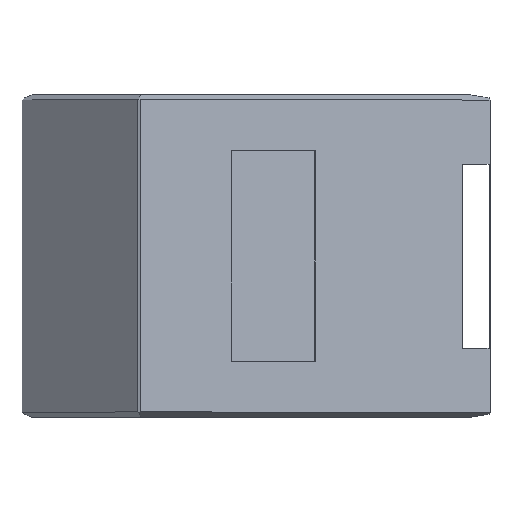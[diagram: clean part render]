
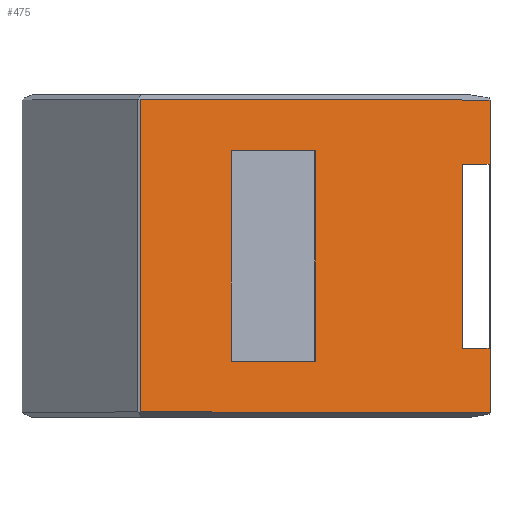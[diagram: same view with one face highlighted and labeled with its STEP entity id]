
A CAD part, top view. The second image highlights one B-rep face of the part: STEP entity #475.
In plain terms, the highlighted planar face has unit normal (0.281, 0, 0.96).
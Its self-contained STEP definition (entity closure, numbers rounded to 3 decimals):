
#16=FACE_BOUND('',#55,.T.);
#17=FACE_BOUND('',#56,.T.);
#28=FACE_OUTER_BOUND('',#54,.T.);
#54=EDGE_LOOP('',(#363,#364,#365,#366));
#55=EDGE_LOOP('',(#367,#368,#369,#370));
#56=EDGE_LOOP('',(#371,#372,#373,#374));
#81=LINE('',#690,#143);
#85=LINE('',#707,#147);
#97=LINE('',#732,#159);
#100=LINE('',#736,#162);
#105=LINE('',#747,#167);
#106=LINE('',#749,#168);
#107=LINE('',#751,#169);
#108=LINE('',#752,#170);
#109=LINE('',#755,#171);
#110=LINE('',#757,#172);
#111=LINE('',#759,#173);
#112=LINE('',#760,#174);
#143=VECTOR('',#545,10.);
#147=VECTOR('',#551,10.);
#159=VECTOR('',#571,10.);
#162=VECTOR('',#576,10.);
#167=VECTOR('',#583,10.);
#168=VECTOR('',#584,10.);
#169=VECTOR('',#585,10.);
#170=VECTOR('',#586,10.);
#171=VECTOR('',#587,10.);
#172=VECTOR('',#588,10.);
#173=VECTOR('',#589,10.);
#174=VECTOR('',#590,10.);
#209=VERTEX_POINT('',#684);
#210=VERTEX_POINT('',#689);
#214=VERTEX_POINT('',#705);
#223=VERTEX_POINT('',#731);
#227=VERTEX_POINT('',#745);
#228=VERTEX_POINT('',#746);
#229=VERTEX_POINT('',#748);
#230=VERTEX_POINT('',#750);
#231=VERTEX_POINT('',#753);
#232=VERTEX_POINT('',#754);
#233=VERTEX_POINT('',#756);
#234=VERTEX_POINT('',#758);
#253=EDGE_CURVE('',#209,#210,#81,.T.);
#259=EDGE_CURVE('',#214,#209,#85,.T.);
#271=EDGE_CURVE('',#210,#223,#97,.T.);
#274=EDGE_CURVE('',#214,#223,#100,.T.);
#279=EDGE_CURVE('',#227,#228,#105,.T.);
#280=EDGE_CURVE('',#228,#229,#106,.T.);
#281=EDGE_CURVE('',#229,#230,#107,.T.);
#282=EDGE_CURVE('',#230,#227,#108,.T.);
#283=EDGE_CURVE('',#231,#232,#109,.T.);
#284=EDGE_CURVE('',#232,#233,#110,.T.);
#285=EDGE_CURVE('',#233,#234,#111,.T.);
#286=EDGE_CURVE('',#234,#231,#112,.T.);
#363=ORIENTED_EDGE('',*,*,#271,.F.);
#364=ORIENTED_EDGE('',*,*,#253,.F.);
#365=ORIENTED_EDGE('',*,*,#259,.F.);
#366=ORIENTED_EDGE('',*,*,#274,.T.);
#367=ORIENTED_EDGE('',*,*,#279,.T.);
#368=ORIENTED_EDGE('',*,*,#280,.T.);
#369=ORIENTED_EDGE('',*,*,#281,.T.);
#370=ORIENTED_EDGE('',*,*,#282,.T.);
#371=ORIENTED_EDGE('',*,*,#283,.T.);
#372=ORIENTED_EDGE('',*,*,#284,.T.);
#373=ORIENTED_EDGE('',*,*,#285,.T.);
#374=ORIENTED_EDGE('',*,*,#286,.T.);
#449=PLANE('',#514);
#475=ADVANCED_FACE('',(#28,#16,#17),#449,.T.);
#514=AXIS2_PLACEMENT_3D('',#744,#581,#582);
#545=DIRECTION('',(0.,1.,0.));
#551=DIRECTION('',(-0.96,0.,0.281));
#571=DIRECTION('',(0.96,0.,-0.281));
#576=DIRECTION('',(0.,1.,0.));
#581=DIRECTION('center_axis',(0.281,0.,0.96));
#582=DIRECTION('ref_axis',(0.96,0.,-0.281));
#583=DIRECTION('',(0.96,0.,-0.281));
#584=DIRECTION('',(0.,-1.,0.));
#585=DIRECTION('',(-0.96,0.,0.281));
#586=DIRECTION('',(0.,1.,0.));
#587=DIRECTION('',(-0.96,0.,0.281));
#588=DIRECTION('',(0.,1.,0.));
#589=DIRECTION('',(0.96,0.,-0.281));
#590=DIRECTION('',(0.,-1.,0.));
#684=CARTESIAN_POINT('',(-71.475,-84.198,60.278));
#689=CARTESIAN_POINT('',(-71.475,93.802,60.278));
#690=CARTESIAN_POINT('',(-71.475,96.802,60.278));
#705=CARTESIAN_POINT('',(127.793,-84.198,1.919));
#707=CARTESIAN_POINT('',(-21.658,-84.198,45.689));
#731=CARTESIAN_POINT('',(127.793,93.802,1.919));
#732=CARTESIAN_POINT('',(-21.658,93.802,45.689));
#736=CARTESIAN_POINT('',(127.793,-47.698,1.919));
#744=CARTESIAN_POINT('Origin',(28.159,4.802,31.099));
#745=CARTESIAN_POINT('',(-19.825,64.802,45.152));
#746=CARTESIAN_POINT('',(28.159,64.802,31.099));
#747=CARTESIAN_POINT('',(28.159,64.802,31.099));
#748=CARTESIAN_POINT('',(28.159,-55.198,31.099));
#749=CARTESIAN_POINT('',(28.159,-25.198,31.099));
#750=CARTESIAN_POINT('',(-19.825,-55.198,45.152));
#751=CARTESIAN_POINT('',(4.167,-55.198,38.125));
#752=CARTESIAN_POINT('',(-19.825,34.802,45.152));
#753=CARTESIAN_POINT('',(127.231,-47.698,2.084));
#754=CARTESIAN_POINT('',(112.231,-47.698,6.477));
#755=CARTESIAN_POINT('',(71.069,-47.698,18.532));
#756=CARTESIAN_POINT('',(112.231,57.302,6.477));
#757=CARTESIAN_POINT('',(112.231,31.052,6.477));
#758=CARTESIAN_POINT('',(127.231,57.302,2.084));
#759=CARTESIAN_POINT('',(77.976,57.302,16.509));
#760=CARTESIAN_POINT('',(127.231,-21.448,2.084));
